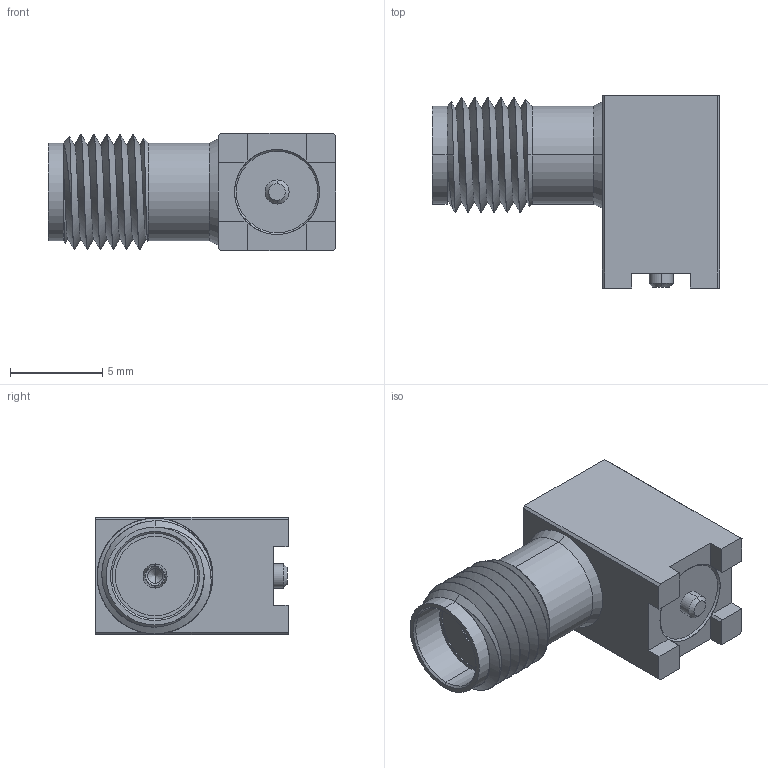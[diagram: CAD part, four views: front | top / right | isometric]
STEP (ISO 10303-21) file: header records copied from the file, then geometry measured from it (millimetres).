
FILE_DESCRIPTION(/* description */ (''),/* implementation_level */ '2;1');
FILE_NAME(/* name */ 'SMA_SMD.stp',/* time_stamp */ '2016-06-02T10:56:53+01:00',/* author */ (''),/* organization */ (''),/* preprocessor_version */ 'ST-DEVELOPER v16.5',/* originating_system */ 'Autodesk Translation Framework v5.0.0.3310',/* authorisation */ '');
FILE_SCHEMA (('AUTOMOTIVE_DESIGN { 1 0 10303 214 3 1 1 }'));
Length unit declared in the file: centimetre
Products named in the file (1): 19-49-2-TGG 3D
Bounding box: 15.55 x 10.4 x 6.35 mm (x, y, z)
Surface area: 631.7 mm2 (no closed solid volume)
Topology: 0 solids, 99 shells, 99 faces, 444 edges, 442 vertices
Faces by surface type: plane 37, cylinder 35, cone 25, bspline 2
Entity records: 6978 total; most frequent: CARTESIAN_POINT 3347, DIRECTION 684, VERTEX_POINT 442, EDGE_CURVE 442, ORIENTED_EDGE 442, AXIS2_PLACEMENT_3D 233, LINE 218, VECTOR 218
